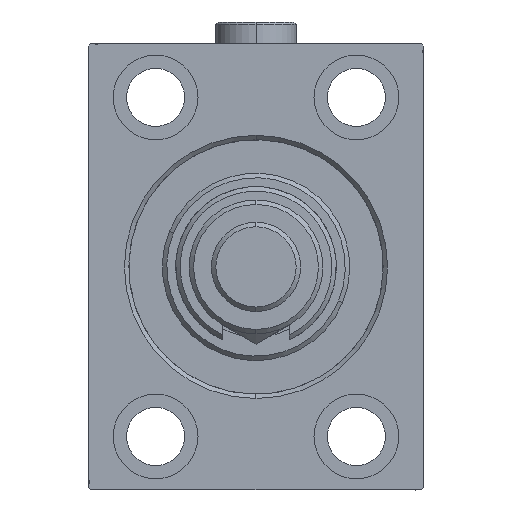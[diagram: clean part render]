
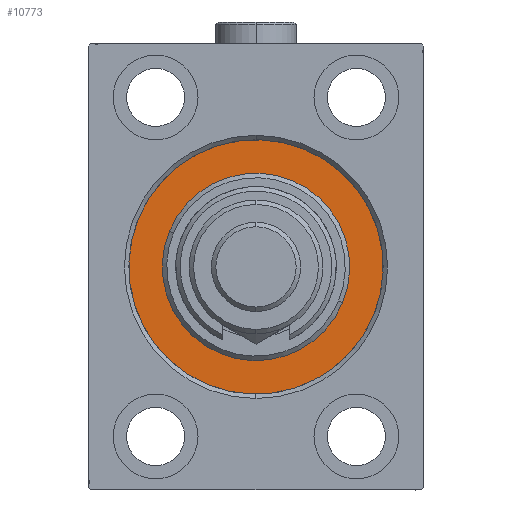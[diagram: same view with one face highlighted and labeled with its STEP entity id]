
A CAD part, left-side view. The second image highlights one B-rep face of the part: STEP entity #10773.
In plain terms, the highlighted face is planar.
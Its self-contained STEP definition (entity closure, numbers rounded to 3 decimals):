
#2635 = CIRCLE ( 'NONE', #21331, 21. ) ;
#2909 = DIRECTION ( 'NONE',  ( 0., 0., 1. ) ) ;
#4634 = PLANE ( 'NONE',  #35175 ) ;
#6044 = EDGE_CURVE ( 'NONE', #7544, #40624, #36589, .T. ) ;
#6479 = CARTESIAN_POINT ( 'NONE',  ( 0., 0., 0. ) ) ;
#6565 = DIRECTION ( 'NONE',  ( -1., 0., 0. ) ) ;
#6905 = DIRECTION ( 'NONE',  ( 0., 0., -1. ) ) ;
#7544 = VERTEX_POINT ( 'NONE', #23365 ) ;
#9955 = DIRECTION ( 'NONE',  ( -1., 0., 0. ) ) ;
#10211 = CARTESIAN_POINT ( 'NONE',  ( 0., 0., -28.5 ) ) ;
#10374 = DIRECTION ( 'NONE',  ( 0., 0., -1. ) ) ;
#10773 = ADVANCED_FACE ( 'NONE', ( #23158, #38003 ), #4634, .F. ) ;
#10845 = ORIENTED_EDGE ( 'NONE', *, *, #22184, .F. ) ;
#10945 = ORIENTED_EDGE ( 'NONE', *, *, #47957, .F. ) ;
#13531 = EDGE_CURVE ( 'NONE', #13535, #36050, #45296, .T. ) ;
#13535 = VERTEX_POINT ( 'NONE', #10211 ) ;
#15201 = CARTESIAN_POINT ( 'NONE',  ( 0., 0., 0. ) ) ;
#15403 = DIRECTION ( 'NONE',  ( -1., 0., 0. ) ) ;
#15625 = AXIS2_PLACEMENT_3D ( 'NONE', #37554, #15403, #30009 ) ;
#19520 = CARTESIAN_POINT ( 'NONE',  ( 0., 0., 0. ) ) ;
#20710 = DIRECTION ( 'NONE',  ( 0., 0., 1. ) ) ;
#21192 = AXIS2_PLACEMENT_3D ( 'NONE', #24601, #6565, #2909 ) ;
#21331 = AXIS2_PLACEMENT_3D ( 'NONE', #6479, #40309, #10374 ) ;
#22184 = EDGE_CURVE ( 'NONE', #40624, #7544, #2635, .T. ) ;
#22778 = EDGE_LOOP ( 'NONE', ( #31850, #10945 ) ) ;
#23158 = FACE_BOUND ( 'NONE', #43946, .T. ) ;
#23365 = CARTESIAN_POINT ( 'NONE',  ( 0., 0., 21. ) ) ;
#24601 = CARTESIAN_POINT ( 'NONE',  ( 0., 0., 0. ) ) ;
#30009 = DIRECTION ( 'NONE',  ( 0., 0., 1. ) ) ;
#31850 = ORIENTED_EDGE ( 'NONE', *, *, #13531, .F. ) ;
#32745 = CARTESIAN_POINT ( 'NONE',  ( 0., 0., -21. ) ) ;
#34272 = AXIS2_PLACEMENT_3D ( 'NONE', #15201, #40257, #6905 ) ;
#35175 = AXIS2_PLACEMENT_3D ( 'NONE', #19520, #9955, #20710 ) ;
#36050 = VERTEX_POINT ( 'NONE', #44169 ) ;
#36589 = CIRCLE ( 'NONE', #34272, 21. ) ;
#36720 = CIRCLE ( 'NONE', #15625, 28.5 ) ;
#37554 = CARTESIAN_POINT ( 'NONE',  ( 0., 0., 0. ) ) ;
#38003 = FACE_OUTER_BOUND ( 'NONE', #22778, .T. ) ;
#40168 = ORIENTED_EDGE ( 'NONE', *, *, #6044, .F. ) ;
#40257 = DIRECTION ( 'NONE',  ( 1., 0., 0. ) ) ;
#40309 = DIRECTION ( 'NONE',  ( 1., 0., 0. ) ) ;
#40624 = VERTEX_POINT ( 'NONE', #32745 ) ;
#43946 = EDGE_LOOP ( 'NONE', ( #40168, #10845 ) ) ;
#44169 = CARTESIAN_POINT ( 'NONE',  ( 0., 0., 28.5 ) ) ;
#45296 = CIRCLE ( 'NONE', #21192, 28.5 ) ;
#47957 = EDGE_CURVE ( 'NONE', #36050, #13535, #36720, .T. ) ;
